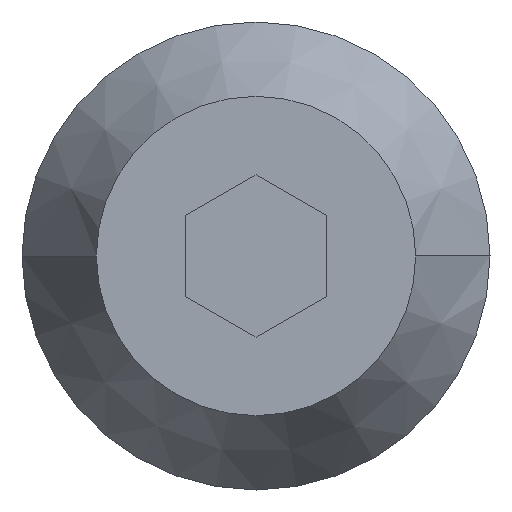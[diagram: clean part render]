
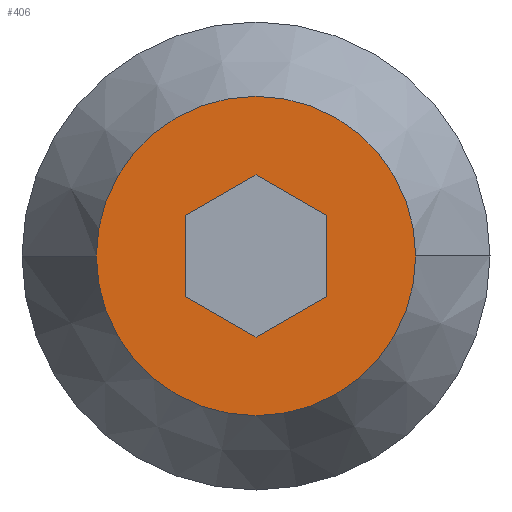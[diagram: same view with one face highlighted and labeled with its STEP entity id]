
A CAD part, left-side view. The second image highlights one B-rep face of the part: STEP entity #406.
In plain terms, the highlighted planar face has unit normal (-1, 0, 0).
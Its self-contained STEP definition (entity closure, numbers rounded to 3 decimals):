
#1 = FACE_OUTER_BOUND ( 'NONE', #489, .T. ) ;
#25 = ORIENTED_EDGE ( 'NONE', *, *, #282, .F. ) ;
#26 = DIRECTION ( 'NONE',  ( 0., 0., 1. ) ) ;
#39 = ORIENTED_EDGE ( 'NONE', *, *, #237, .F. ) ;
#40 = EDGE_CURVE ( 'NONE', #364, #357, #196, .T. ) ;
#50 = VECTOR ( 'NONE', #685, 1000. ) ;
#54 = DIRECTION ( 'NONE',  ( -1., 0., 0. ) ) ;
#77 = CARTESIAN_POINT ( 'NONE',  ( 0., 0., -3.464 ) ) ;
#83 = CARTESIAN_POINT ( 'NONE',  ( 0., 0., 0. ) ) ;
#91 = CARTESIAN_POINT ( 'NONE',  ( 0., -6.825, 0. ) ) ;
#97 = LINE ( 'NONE', #693, #309 ) ;
#111 = CARTESIAN_POINT ( 'NONE',  ( 0., 3., -1.732 ) ) ;
#124 = EDGE_CURVE ( 'NONE', #517, #718, #388, .T. ) ;
#133 = ORIENTED_EDGE ( 'NONE', *, *, #510, .F. ) ;
#140 = LINE ( 'NONE', #77, #561 ) ;
#157 = LINE ( 'NONE', #565, #269 ) ;
#161 = AXIS2_PLACEMENT_3D ( 'NONE', #83, #422, #488 ) ;
#168 = LINE ( 'NONE', #459, #50 ) ;
#183 = DIRECTION ( 'NONE',  ( 0., 1., 0. ) ) ;
#196 = LINE ( 'NONE', #618, #280 ) ;
#224 = DIRECTION ( 'NONE',  ( 0., -0.866, -0.5 ) ) ;
#225 = EDGE_CURVE ( 'NONE', #357, #680, #273, .T. ) ;
#237 = EDGE_CURVE ( 'NONE', #680, #686, #97, .T. ) ;
#263 = ORIENTED_EDGE ( 'NONE', *, *, #447, .F. ) ;
#269 = VECTOR ( 'NONE', #26, 1000. ) ;
#273 = LINE ( 'NONE', #628, #606 ) ;
#280 = VECTOR ( 'NONE', #374, 1000. ) ;
#282 = EDGE_CURVE ( 'NONE', #541, #364, #168, .T. ) ;
#309 = VECTOR ( 'NONE', #224, 1000. ) ;
#312 = CARTESIAN_POINT ( 'NONE',  ( 0., -3., -1.732 ) ) ;
#351 = PLANE ( 'NONE',  #563 ) ;
#357 = VERTEX_POINT ( 'NONE', #646 ) ;
#364 = VERTEX_POINT ( 'NONE', #407 ) ;
#374 = DIRECTION ( 'NONE',  ( 0., 0.866, -0.5 ) ) ;
#377 = CARTESIAN_POINT ( 'NONE',  ( 0., 6.825, 0. ) ) ;
#388 = CIRCLE ( 'NONE', #161, 6.825 ) ;
#406 = ADVANCED_FACE ( 'NONE', ( #703, #1 ), #351, .T. ) ;
#407 = CARTESIAN_POINT ( 'NONE',  ( 0., 0., 3.464 ) ) ;
#415 = CARTESIAN_POINT ( 'NONE',  ( 0., 0., 0. ) ) ;
#417 = CIRCLE ( 'NONE', #460, 6.825 ) ;
#422 = DIRECTION ( 'NONE',  ( 1., 0., 0. ) ) ;
#445 = ORIENTED_EDGE ( 'NONE', *, *, #40, .F. ) ;
#447 = EDGE_CURVE ( 'NONE', #718, #517, #417, .T. ) ;
#459 = CARTESIAN_POINT ( 'NONE',  ( 0., -3., 1.732 ) ) ;
#460 = AXIS2_PLACEMENT_3D ( 'NONE', #415, #594, #183 ) ;
#472 = CARTESIAN_POINT ( 'NONE',  ( 0., 0., 0. ) ) ;
#488 = DIRECTION ( 'NONE',  ( 0., 1., 0. ) ) ;
#489 = EDGE_LOOP ( 'NONE', ( #567, #263 ) ) ;
#505 = ORIENTED_EDGE ( 'NONE', *, *, #737, .F. ) ;
#509 = EDGE_LOOP ( 'NONE', ( #445, #25, #505, #133, #39, #521 ) ) ;
#510 = EDGE_CURVE ( 'NONE', #686, #528, #140, .T. ) ;
#513 = DIRECTION ( 'NONE',  ( 0., 0., -1. ) ) ;
#517 = VERTEX_POINT ( 'NONE', #377 ) ;
#521 = ORIENTED_EDGE ( 'NONE', *, *, #225, .F. ) ;
#528 = VERTEX_POINT ( 'NONE', #312 ) ;
#541 = VERTEX_POINT ( 'NONE', #727 ) ;
#561 = VECTOR ( 'NONE', #670, 1000. ) ;
#563 = AXIS2_PLACEMENT_3D ( 'NONE', #472, #54, #588 ) ;
#565 = CARTESIAN_POINT ( 'NONE',  ( 0., -3., -1.732 ) ) ;
#567 = ORIENTED_EDGE ( 'NONE', *, *, #124, .F. ) ;
#580 = CARTESIAN_POINT ( 'NONE',  ( 0., 0., -3.464 ) ) ;
#588 = DIRECTION ( 'NONE',  ( 0., -1., 0. ) ) ;
#594 = DIRECTION ( 'NONE',  ( 1., 0., 0. ) ) ;
#606 = VECTOR ( 'NONE', #513, 1000. ) ;
#618 = CARTESIAN_POINT ( 'NONE',  ( 0., 0., 3.464 ) ) ;
#628 = CARTESIAN_POINT ( 'NONE',  ( 0., 3., 1.732 ) ) ;
#646 = CARTESIAN_POINT ( 'NONE',  ( 0., 3., 1.732 ) ) ;
#670 = DIRECTION ( 'NONE',  ( 0., -0.866, 0.5 ) ) ;
#680 = VERTEX_POINT ( 'NONE', #111 ) ;
#685 = DIRECTION ( 'NONE',  ( 0., 0.866, 0.5 ) ) ;
#686 = VERTEX_POINT ( 'NONE', #580 ) ;
#693 = CARTESIAN_POINT ( 'NONE',  ( 0., 3., -1.732 ) ) ;
#703 = FACE_BOUND ( 'NONE', #509, .T. ) ;
#718 = VERTEX_POINT ( 'NONE', #91 ) ;
#727 = CARTESIAN_POINT ( 'NONE',  ( 0., -3., 1.732 ) ) ;
#737 = EDGE_CURVE ( 'NONE', #528, #541, #157, .T. ) ;
